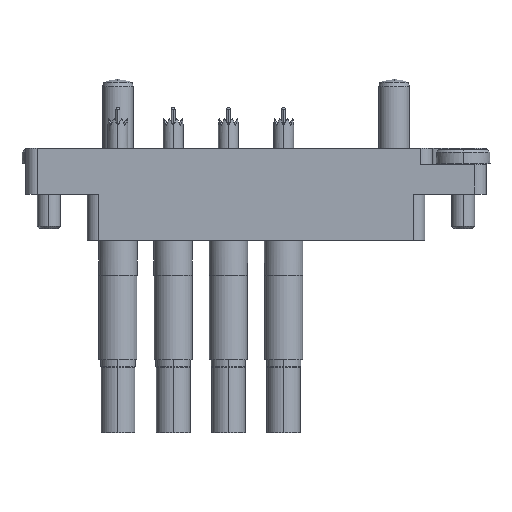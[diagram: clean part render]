
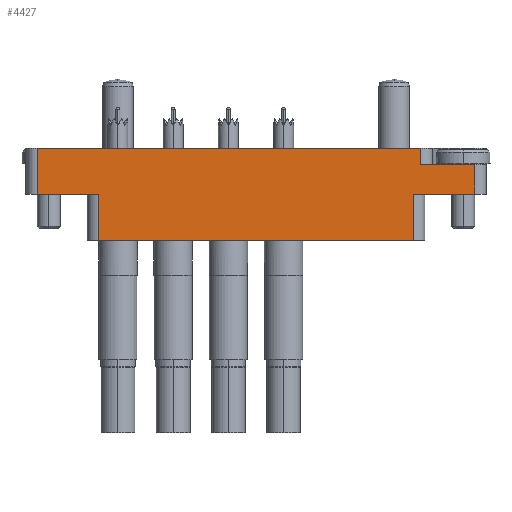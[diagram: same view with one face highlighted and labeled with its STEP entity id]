
A CAD part, left-side view. The second image highlights one B-rep face of the part: STEP entity #4427.
In plain terms, the highlighted face is planar.
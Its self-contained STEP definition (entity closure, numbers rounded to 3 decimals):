
#281 = CARTESIAN_POINT ( 'NONE',  ( 20.5, -6., 14.35 ) ) ;
#908 = EDGE_CURVE ( 'NONE', #16055, #24888, #12119, .T. ) ;
#1107 = EDGE_CURVE ( 'NONE', #4883, #9950, #23662, .T. ) ;
#1360 = PLANE ( 'NONE',  #13712 ) ;
#1465 = EDGE_CURVE ( 'NONE', #9588, #17333, #1672, .T. ) ;
#1527 = EDGE_CURVE ( 'NONE', #9588, #24888, #3795, .T. ) ;
#1610 = DIRECTION ( 'NONE',  ( -1., 0., 0. ) ) ;
#1672 = LINE ( 'NONE', #19634, #4681 ) ;
#1809 = LINE ( 'NONE', #5657, #7754 ) ;
#2212 = ORIENTED_EDGE ( 'NONE', *, *, #13186, .F. ) ;
#2382 = EDGE_CURVE ( 'NONE', #23623, #13761, #25791, .T. ) ;
#3062 = CARTESIAN_POINT ( 'NONE',  ( 20.5, 0., 14.35 ) ) ;
#3153 = DIRECTION ( 'NONE',  ( 0., 1., 0. ) ) ;
#3681 = ORIENTED_EDGE ( 'NONE', *, *, #16989, .F. ) ;
#3795 = LINE ( 'NONE', #21518, #7210 ) ;
#4020 = DIRECTION ( 'NONE',  ( 0., 1., 0. ) ) ;
#4427 = ADVANCED_FACE ( 'NONE', ( #19573 ), #1360, .F. ) ;
#4508 = CARTESIAN_POINT ( 'NONE',  ( 21.5, 3.9, 14.35 ) ) ;
#4515 = DIRECTION ( 'NONE',  ( 0., -1., 0. ) ) ;
#4681 = VECTOR ( 'NONE', #13639, 1000. ) ;
#4883 = VERTEX_POINT ( 'NONE', #25625 ) ;
#4909 = EDGE_CURVE ( 'NONE', #8068, #9950, #13644, .T. ) ;
#4919 = LINE ( 'NONE', #13023, #16423 ) ;
#4943 = ORIENTED_EDGE ( 'NONE', *, *, #16140, .T. ) ;
#5657 = CARTESIAN_POINT ( 'NONE',  ( 30., 3.9, 14.35 ) ) ;
#5836 = DIRECTION ( 'NONE',  ( -1., 0., 0. ) ) ;
#6006 = CARTESIAN_POINT ( 'NONE',  ( 21.5, 6., 14.35 ) ) ;
#6786 = VECTOR ( 'NONE', #9804, 1000. ) ;
#7210 = VECTOR ( 'NONE', #19379, 1000. ) ;
#7754 = VECTOR ( 'NONE', #20163, 1000. ) ;
#7934 = CARTESIAN_POINT ( 'NONE',  ( -20.5, -6., 14.35 ) ) ;
#8068 = VERTEX_POINT ( 'NONE', #4508 ) ;
#9115 = EDGE_CURVE ( 'NONE', #23623, #20971, #4919, .T. ) ;
#9365 = ORIENTED_EDGE ( 'NONE', *, *, #4909, .T. ) ;
#9460 = CARTESIAN_POINT ( 'NONE',  ( -30., 0., 14.35 ) ) ;
#9588 = VERTEX_POINT ( 'NONE', #10161 ) ;
#9741 = VECTOR ( 'NONE', #4020, 1000. ) ;
#9804 = DIRECTION ( 'NONE',  ( 1., 0., 0. ) ) ;
#9950 = VERTEX_POINT ( 'NONE', #6006 ) ;
#10053 = VECTOR ( 'NONE', #5836, 1000. ) ;
#10161 = CARTESIAN_POINT ( 'NONE',  ( 28.5, 0., 14.35 ) ) ;
#11215 = ORIENTED_EDGE ( 'NONE', *, *, #1465, .T. ) ;
#11219 = ORIENTED_EDGE ( 'NONE', *, *, #2382, .F. ) ;
#11461 = CARTESIAN_POINT ( 'NONE',  ( -20.5, 0., 14.35 ) ) ;
#11635 = CARTESIAN_POINT ( 'NONE',  ( 21.5, 0., 14.35 ) ) ;
#11807 = CARTESIAN_POINT ( 'NONE',  ( -22., -6., 14.35 ) ) ;
#12119 = LINE ( 'NONE', #16127, #9741 ) ;
#13023 = CARTESIAN_POINT ( 'NONE',  ( -20.5, 0., 14.35 ) ) ;
#13186 = EDGE_CURVE ( 'NONE', #8068, #17333, #1809, .T. ) ;
#13639 = DIRECTION ( 'NONE',  ( 0., 1., 0. ) ) ;
#13644 = LINE ( 'NONE', #11635, #22668 ) ;
#13712 = AXIS2_PLACEMENT_3D ( 'NONE', #9460, #25554, #1610 ) ;
#13761 = VERTEX_POINT ( 'NONE', #15679 ) ;
#15027 = DIRECTION ( 'NONE',  ( 0., -1., 0. ) ) ;
#15679 = CARTESIAN_POINT ( 'NONE',  ( -28.5, 0., 14.35 ) ) ;
#16055 = VERTEX_POINT ( 'NONE', #281 ) ;
#16127 = CARTESIAN_POINT ( 'NONE',  ( 20.5, 0., 14.35 ) ) ;
#16140 = EDGE_CURVE ( 'NONE', #4883, #13761, #24597, .T. ) ;
#16423 = VECTOR ( 'NONE', #4515, 1000. ) ;
#16989 = EDGE_CURVE ( 'NONE', #16055, #20971, #23931, .T. ) ;
#17333 = VERTEX_POINT ( 'NONE', #17653 ) ;
#17653 = CARTESIAN_POINT ( 'NONE',  ( 28.5, 3.9, 14.35 ) ) ;
#18503 = VECTOR ( 'NONE', #15027, 1000. ) ;
#18730 = VECTOR ( 'NONE', #21683, 1000. ) ;
#19379 = DIRECTION ( 'NONE',  ( -1., 0., 0. ) ) ;
#19573 = FACE_OUTER_BOUND ( 'NONE', #24387, .T. ) ;
#19634 = CARTESIAN_POINT ( 'NONE',  ( 28.5, 3.9, 14.35 ) ) ;
#20163 = DIRECTION ( 'NONE',  ( 1., 0., 0. ) ) ;
#20910 = ORIENTED_EDGE ( 'NONE', *, *, #908, .T. ) ;
#20971 = VERTEX_POINT ( 'NONE', #7934 ) ;
#21518 = CARTESIAN_POINT ( 'NONE',  ( 30., 0., 14.35 ) ) ;
#21560 = CARTESIAN_POINT ( 'NONE',  ( 30., 0., 14.35 ) ) ;
#21683 = DIRECTION ( 'NONE',  ( -1., 0., 0. ) ) ;
#22350 = ORIENTED_EDGE ( 'NONE', *, *, #9115, .T. ) ;
#22668 = VECTOR ( 'NONE', #3153, 1000. ) ;
#23623 = VERTEX_POINT ( 'NONE', #11461 ) ;
#23662 = LINE ( 'NONE', #23911, #6786 ) ;
#23911 = CARTESIAN_POINT ( 'NONE',  ( -30., 6., 14.35 ) ) ;
#23931 = LINE ( 'NONE', #11807, #10053 ) ;
#24387 = EDGE_LOOP ( 'NONE', ( #3681, #20910, #25885, #11215, #2212, #9365, #24977, #4943, #11219, #22350 ) ) ;
#24597 = LINE ( 'NONE', #25130, #18503 ) ;
#24888 = VERTEX_POINT ( 'NONE', #3062 ) ;
#24977 = ORIENTED_EDGE ( 'NONE', *, *, #1107, .F. ) ;
#25130 = CARTESIAN_POINT ( 'NONE',  ( -28.5, 0., 14.35 ) ) ;
#25554 = DIRECTION ( 'NONE',  ( 0., 0., -1. ) ) ;
#25625 = CARTESIAN_POINT ( 'NONE',  ( -28.5, 6., 14.35 ) ) ;
#25791 = LINE ( 'NONE', #21560, #18730 ) ;
#25885 = ORIENTED_EDGE ( 'NONE', *, *, #1527, .F. ) ;
